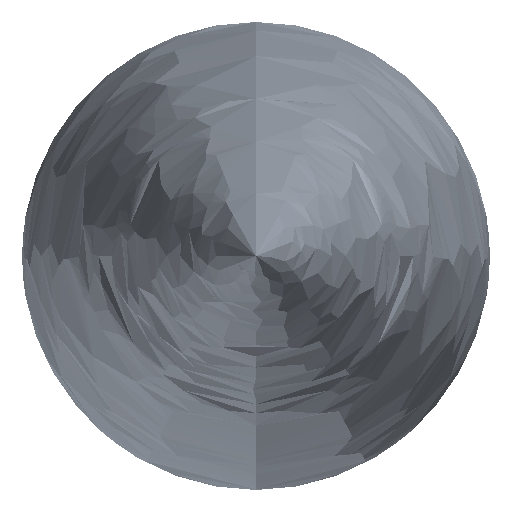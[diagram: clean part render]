
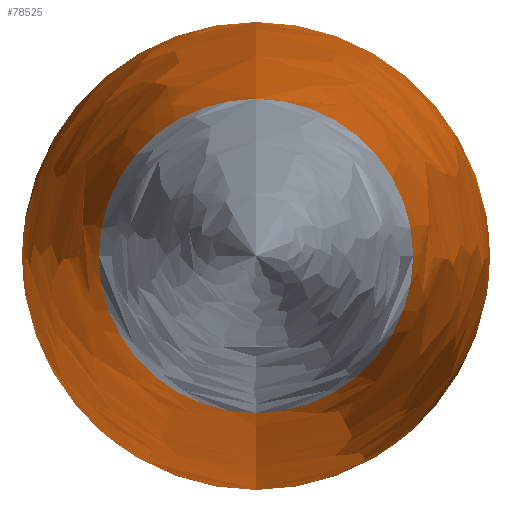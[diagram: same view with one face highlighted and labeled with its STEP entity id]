
A CAD part, left-side view. The second image highlights one B-rep face of the part: STEP entity #78525.
In plain terms, the highlighted free-form (B-spline) face has degree [2, 2] with [3, 9] control points.
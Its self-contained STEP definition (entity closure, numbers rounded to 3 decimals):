
#6411=(
BOUNDED_SURFACE()
B_SPLINE_SURFACE(2,2,((#169361,#169362,#169363,#169364,#169365,#169366,
#169367,#169368,#169369),(#169370,#169371,#169372,#169373,#169374,#169375,
#169376,#169377,#169378),(#169379,#169380,#169381,#169382,#169383,#169384,
#169385,#169386,#169387)),.UNSPECIFIED.,.F.,.T.,.F.)
B_SPLINE_SURFACE_WITH_KNOTS((3,3),(3,2,2,2,3),(-0.12,0.),
(-3.142,-1.571,0.,1.571,3.142),
 .UNSPECIFIED.)
GEOMETRIC_REPRESENTATION_ITEM()
RATIONAL_B_SPLINE_SURFACE(((1.,0.707,1.,0.707,1.,
0.707,1.,0.707,1.),(0.998,0.706,
0.998,0.706,0.998,0.706,
0.998,0.706,0.998),(1.,0.707,
1.,0.707,1.,0.707,1.,0.707,1.)))
REPRESENTATION_ITEM('')
SURFACE()
);
#8937=CIRCLE('',#85843,21.);
#8938=CIRCLE('',#85844,21.);
#8939=CIRCLE('',#85845,962.881);
#8940=CIRCLE('',#85846,14.108);
#14041=FACE_OUTER_BOUND('',#18659,.T.);
#18659=EDGE_LOOP('',(#69564,#69565,#69566,#69567,#69568));
#38239=VERTEX_POINT('',#169357);
#38240=VERTEX_POINT('',#169358);
#38241=VERTEX_POINT('',#169388);
#48829=EDGE_CURVE('',#38239,#38240,#8937,.T.);
#48830=EDGE_CURVE('',#38240,#38239,#8938,.T.);
#48831=EDGE_CURVE('',#38240,#38241,#8939,.T.);
#48832=EDGE_CURVE('',#38241,#38241,#8940,.T.);
#69564=ORIENTED_EDGE('',*,*,#48829,.F.);
#69565=ORIENTED_EDGE('',*,*,#48830,.F.);
#69566=ORIENTED_EDGE('',*,*,#48831,.T.);
#69567=ORIENTED_EDGE('',*,*,#48832,.T.);
#69568=ORIENTED_EDGE('',*,*,#48831,.F.);
#78525=ADVANCED_FACE('',(#14041),#6411,.F.);
#85843=AXIS2_PLACEMENT_3D('',#169359,#103941,#103942);
#85844=AXIS2_PLACEMENT_3D('',#169360,#103943,#103944);
#85845=AXIS2_PLACEMENT_3D('',#169389,#103945,#103946);
#85846=AXIS2_PLACEMENT_3D('',#169390,#103947,#103948);
#103941=DIRECTION('center_axis',(1.,0.,0.));
#103942=DIRECTION('ref_axis',(0.,0.,-1.));
#103943=DIRECTION('center_axis',(1.,0.,0.));
#103944=DIRECTION('ref_axis',(0.,0.,-1.));
#103945=DIRECTION('center_axis',(0.,-1.,0.));
#103946=DIRECTION('ref_axis',(0.,0.,1.));
#103947=DIRECTION('center_axis',(1.,0.,0.));
#103948=DIRECTION('ref_axis',(0.,0.,-1.));
#169357=CARTESIAN_POINT('',(0.,0.,-21.));
#169358=CARTESIAN_POINT('',(0.,0.,
21.));
#169359=CARTESIAN_POINT('Origin',(0.,0.,0.));
#169360=CARTESIAN_POINT('Origin',(0.,0.,0.));
#169361=CARTESIAN_POINT('Ctrl Pts',(-115.,0.,14.108));
#169362=CARTESIAN_POINT('Ctrl Pts',(-115.,-14.108,14.108));
#169363=CARTESIAN_POINT('Ctrl Pts',(-115.,-14.108,0.));
#169364=CARTESIAN_POINT('Ctrl Pts',(-115.,-14.108,-14.108));
#169365=CARTESIAN_POINT('Ctrl Pts',(-115.,0.,-14.108));
#169366=CARTESIAN_POINT('Ctrl Pts',(-115.,14.108,-14.108));
#169367=CARTESIAN_POINT('Ctrl Pts',(-115.,14.108,0.));
#169368=CARTESIAN_POINT('Ctrl Pts',(-115.,14.108,14.108));
#169369=CARTESIAN_POINT('Ctrl Pts',(-115.,0.,14.108));
#169370=CARTESIAN_POINT('Ctrl Pts',(-57.707,0.,21.));
#169371=CARTESIAN_POINT('Ctrl Pts',(-57.707,-21.,21.));
#169372=CARTESIAN_POINT('Ctrl Pts',(-57.707,-21.,0.));
#169373=CARTESIAN_POINT('Ctrl Pts',(-57.707,-21.,-21.));
#169374=CARTESIAN_POINT('Ctrl Pts',(-57.707,0.,-21.));
#169375=CARTESIAN_POINT('Ctrl Pts',(-57.707,21.,-21.));
#169376=CARTESIAN_POINT('Ctrl Pts',(-57.707,21.,0.));
#169377=CARTESIAN_POINT('Ctrl Pts',(-57.707,21.,21.));
#169378=CARTESIAN_POINT('Ctrl Pts',(-57.707,0.,21.));
#169379=CARTESIAN_POINT('Ctrl Pts',(0.,0.,21.));
#169380=CARTESIAN_POINT('Ctrl Pts',(0.,-21.,
21.));
#169381=CARTESIAN_POINT('Ctrl Pts',(0.,-21.,
0.));
#169382=CARTESIAN_POINT('Ctrl Pts',(0.,-21.,
-21.));
#169383=CARTESIAN_POINT('Ctrl Pts',(0.,0.,-21.));
#169384=CARTESIAN_POINT('Ctrl Pts',(0.,21.,
-21.));
#169385=CARTESIAN_POINT('Ctrl Pts',(0.,21.,
0.));
#169386=CARTESIAN_POINT('Ctrl Pts',(0.,21.,
21.));
#169387=CARTESIAN_POINT('Ctrl Pts',(0.,0.,21.));
#169388=CARTESIAN_POINT('',(-115.,0.,14.108));
#169389=CARTESIAN_POINT('Origin',(0.,0.,
-941.881));
#169390=CARTESIAN_POINT('Origin',(-115.,0.,0.));
